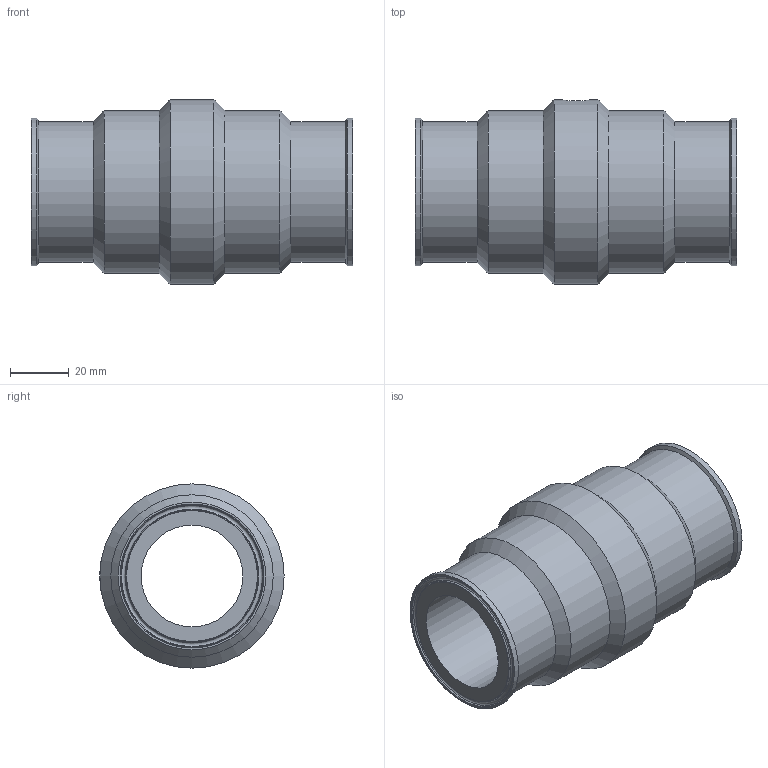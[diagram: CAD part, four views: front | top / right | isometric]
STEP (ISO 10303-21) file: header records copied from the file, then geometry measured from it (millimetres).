
FILE_DESCRIPTION(/* description */ (''),/* implementation_level */ '2;1');
FILE_NAME(/* name */ '31372W.stp',/* time_stamp */ '2018-02-07T11:12:18+01:00',/* author */ ('acgl'),/* organization */ (''),/* preprocessor_version */ 'ST-DEVELOPER v15.6',/* originating_system */ 'Autodesk Inventor 2015',/* authorisation */ '');
FILE_SCHEMA (('AUTOMOTIVE_DESIGN { 1 0 10303 214 3 1 1 }'));
Length unit declared in the file: millimetre
Products named in the file (1): A0013127
Bounding box: 110 x 63 x 63 mm (x, y, z)
Volume: 146620.2 mm3; surface area: 34394.3 mm2
Topology: 1 solids, 1 shells, 33 faces, 65 edges, 36 vertices
Faces by surface type: cone 10, cylinder 10, plane 7, torus 6
Full cylindrical faces by diameter (mm): 0.5 x1, 10 x1, 34.8 x1, 48 x2, 50.5 x2, 55.5 x2, 63 x1
Entity records: 755 total; most frequent: CARTESIAN_POINT 143, DIRECTION 133, ORIENTED_EDGE 76, EDGE_LOOP 66, AXIS2_PLACEMENT_3D 66, EDGE_CURVE 37, VERTEX_POINT 36, FACE_BOUND 33
